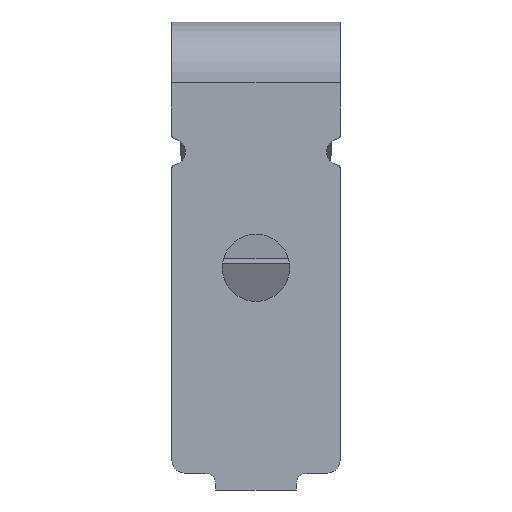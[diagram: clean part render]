
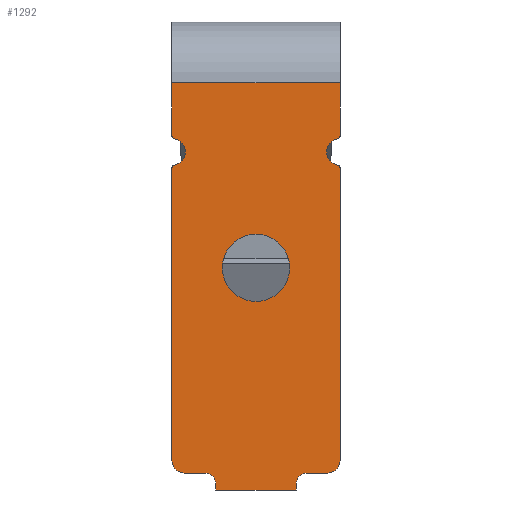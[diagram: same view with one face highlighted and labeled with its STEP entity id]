
A CAD part, front view. The second image highlights one B-rep face of the part: STEP entity #1292.
In plain terms, the highlighted planar face has unit normal (0, -1, 0).
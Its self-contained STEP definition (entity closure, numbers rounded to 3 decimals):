
#162=CARTESIAN_POINT('',(0.,0.,3.3));
#163=DIRECTION('',(0.,1.,0.));
#164=DIRECTION('',(0.,0.,-1.));
#165=AXIS2_PLACEMENT_3D('',#162,#163,#164);
#170=CARTESIAN_POINT('',(0.,0.,3.3));
#171=DIRECTION('',(0.,1.,0.));
#172=DIRECTION('',(0.,0.,1.));
#173=AXIS2_PLACEMENT_3D('',#170,#171,#172);
#178=CARTESIAN_POINT('',(1.2,0.,4.775));
#179=DIRECTION('',(0.,-1.,0.));
#180=DIRECTION('',(1.,0.,0.));
#181=AXIS2_PLACEMENT_3D('',#178,#179,#180);
#186=CARTESIAN_POINT('',(1.05,0.,0.45));
#187=DIRECTION('',(0.,-1.,0.));
#188=DIRECTION('',(0.,0.,-1.));
#189=AXIS2_PLACEMENT_3D('',#186,#187,#188);
#194=DIRECTION('',(-1.,0.,0.));
#195=VECTOR('',#194,0.3);
#196=CARTESIAN_POINT('',(1.05,0.,0.25));
#197=LINE('',#196,#195);
#201=CARTESIAN_POINT('',(0.75,0.,0.1));
#202=DIRECTION('',(0.,1.,0.));
#203=DIRECTION('',(-1.,0.,0.));
#204=AXIS2_PLACEMENT_3D('',#201,#202,#203);
#209=DIRECTION('',(0.,0.,1.));
#210=VECTOR('',#209,0.1);
#211=CARTESIAN_POINT('',(0.6,0.,0.));
#212=LINE('',#211,#210);
#216=DIRECTION('',(1.,0.,0.));
#217=VECTOR('',#216,1.2);
#218=CARTESIAN_POINT('',(-0.6,0.,0.));
#219=LINE('',#218,#217);
#223=DIRECTION('',(0.,0.,1.));
#224=VECTOR('',#223,0.1);
#225=CARTESIAN_POINT('',(-0.6,0.,0.));
#226=LINE('',#225,#224);
#230=CARTESIAN_POINT('',(-0.75,0.,0.1));
#231=DIRECTION('',(0.,1.,0.));
#232=DIRECTION('',(0.,0.,1.));
#233=AXIS2_PLACEMENT_3D('',#230,#231,#232);
#238=DIRECTION('',(1.,0.,0.));
#239=VECTOR('',#238,0.3);
#240=CARTESIAN_POINT('',(-1.05,0.,0.25));
#241=LINE('',#240,#239);
#245=CARTESIAN_POINT('',(-1.05,0.,0.45));
#246=DIRECTION('',(0.,-1.,0.));
#247=DIRECTION('',(-1.,0.,0.));
#248=AXIS2_PLACEMENT_3D('',#245,#246,#247);
#253=CARTESIAN_POINT('',(-1.2,0.,4.775));
#254=DIRECTION('',(0.,-1.,0.));
#255=DIRECTION('',(-0.2,0.,0.98));
#256=AXIS2_PLACEMENT_3D('',#253,#254,#255);
#261=CARTESIAN_POINT('',(-1.25,0.,5.02));
#262=DIRECTION('',(0.,1.,0.));
#263=DIRECTION('',(0.2,0.,0.98));
#264=AXIS2_PLACEMENT_3D('',#261,#262,#263);
#269=CARTESIAN_POINT('',(-1.2,0.,5.265));
#270=DIRECTION('',(0.,-1.,0.));
#271=DIRECTION('',(-1.,0.,0.));
#272=AXIS2_PLACEMENT_3D('',#269,#270,#271);
#277=CARTESIAN_POINT('',(1.2,0.,5.265));
#278=DIRECTION('',(0.,-1.,0.));
#279=DIRECTION('',(0.2,0.,-0.98));
#280=AXIS2_PLACEMENT_3D('',#277,#278,#279);
#285=CARTESIAN_POINT('',(1.25,0.,5.02));
#286=DIRECTION('',(0.,1.,0.));
#287=DIRECTION('',(-0.2,0.,-0.98));
#288=AXIS2_PLACEMENT_3D('',#285,#286,#287);
#328=DIRECTION('',(0.,0.,1.));
#329=VECTOR('',#328,4.325);
#330=CARTESIAN_POINT('',(1.25,0.,0.45));
#331=LINE('',#330,#329);
#342=DIRECTION('',(0.,0.,1.));
#343=VECTOR('',#342,0.785);
#344=CARTESIAN_POINT('',(1.25,0.,5.265));
#345=LINE('',#344,#343);
#419=DIRECTION('',(0.,0.,1.));
#420=VECTOR('',#419,4.325);
#421=CARTESIAN_POINT('',(-1.25,0.,0.45));
#422=LINE('',#421,#420);
#461=DIRECTION('',(0.,0.,1.));
#462=VECTOR('',#461,0.785);
#463=CARTESIAN_POINT('',(-1.25,0.,5.265));
#464=LINE('',#463,#462);
#519=DIRECTION('',(1.,0.,0.));
#520=VECTOR('',#519,2.5);
#521=CARTESIAN_POINT('',(-1.25,0.,6.05));
#522=LINE('',#521,#520);
#1019=CARTESIAN_POINT('',(0.,0.,2.8));
#1021=VERTEX_POINT('',#1019);
#1023=CARTESIAN_POINT('',(0.,0.,3.8));
#1025=VERTEX_POINT('',#1023);
#1035=CARTESIAN_POINT('',(-1.25,0.,6.05));
#1036=CARTESIAN_POINT('',(1.25,0.,6.05));
#1037=VERTEX_POINT('',#1035);
#1038=VERTEX_POINT('',#1036);
#1091=CARTESIAN_POINT('',(-0.6,0.,0.));
#1092=CARTESIAN_POINT('',(0.6,0.,0.));
#1093=VERTEX_POINT('',#1091);
#1094=VERTEX_POINT('',#1092);
#1095=CARTESIAN_POINT('',(1.25,0.,4.775));
#1096=CARTESIAN_POINT('',(1.21,0.,4.824));
#1097=VERTEX_POINT('',#1095);
#1098=VERTEX_POINT('',#1096);
#1107=CARTESIAN_POINT('',(1.21,0.,5.216));
#1108=VERTEX_POINT('',#1107);
#1109=CARTESIAN_POINT('',(1.25,0.,5.265));
#1110=VERTEX_POINT('',#1109);
#1115=CARTESIAN_POINT('',(-1.21,0.,4.824));
#1116=VERTEX_POINT('',#1115);
#1117=CARTESIAN_POINT('',(-1.25,0.,4.775));
#1118=VERTEX_POINT('',#1117);
#1119=CARTESIAN_POINT('',(-1.25,0.,5.265));
#1120=CARTESIAN_POINT('',(-1.21,0.,5.216));
#1121=VERTEX_POINT('',#1119);
#1122=VERTEX_POINT('',#1120);
#1131=CARTESIAN_POINT('',(-1.25,0.,0.45));
#1132=VERTEX_POINT('',#1131);
#1133=CARTESIAN_POINT('',(1.25,0.,0.45));
#1134=VERTEX_POINT('',#1133);
#1135=CARTESIAN_POINT('',(-1.05,0.,0.25));
#1136=VERTEX_POINT('',#1135);
#1141=CARTESIAN_POINT('',(1.05,0.,0.25));
#1142=VERTEX_POINT('',#1141);
#1147=CARTESIAN_POINT('',(0.75,0.,0.25));
#1148=VERTEX_POINT('',#1147);
#1149=CARTESIAN_POINT('',(-0.75,0.,0.25));
#1150=VERTEX_POINT('',#1149);
#1155=CARTESIAN_POINT('',(0.6,0.,0.1));
#1156=VERTEX_POINT('',#1155);
#1157=CARTESIAN_POINT('',(-0.6,0.,0.1));
#1158=VERTEX_POINT('',#1157);
#1241=CARTESIAN_POINT('',(-1.25,0.,0.));
#1242=DIRECTION('',(0.,1.,0.));
#1243=DIRECTION('',(0.,0.,1.));
#1244=AXIS2_PLACEMENT_3D('',#1241,#1242,#1243);
#1245=PLANE('',#1244);
#1247=ORIENTED_EDGE('',*,*,#1246,.F.);
#1249=ORIENTED_EDGE('',*,*,#1248,.F.);
#1251=ORIENTED_EDGE('',*,*,#1250,.F.);
#1253=ORIENTED_EDGE('',*,*,#1252,.T.);
#1255=ORIENTED_EDGE('',*,*,#1254,.F.);
#1257=ORIENTED_EDGE('',*,*,#1256,.F.);
#1259=ORIENTED_EDGE('',*,*,#1258,.F.);
#1261=ORIENTED_EDGE('',*,*,#1260,.T.);
#1263=ORIENTED_EDGE('',*,*,#1262,.F.);
#1265=ORIENTED_EDGE('',*,*,#1264,.F.);
#1267=ORIENTED_EDGE('',*,*,#1266,.F.);
#1269=ORIENTED_EDGE('',*,*,#1268,.T.);
#1271=ORIENTED_EDGE('',*,*,#1270,.F.);
#1273=ORIENTED_EDGE('',*,*,#1272,.F.);
#1275=ORIENTED_EDGE('',*,*,#1274,.F.);
#1277=ORIENTED_EDGE('',*,*,#1276,.T.);
#1279=ORIENTED_EDGE('',*,*,#1278,.T.);
#1281=ORIENTED_EDGE('',*,*,#1280,.F.);
#1283=ORIENTED_EDGE('',*,*,#1282,.F.);
#1285=ORIENTED_EDGE('',*,*,#1284,.F.);
#1286=EDGE_LOOP('',(#1247,#1249,#1251,#1253,#1255,#1257,#1259,#1261,#1263,#1265,
#1267,#1269,#1271,#1273,#1275,#1277,#1279,#1281,#1283,#1285));
#1287=FACE_OUTER_BOUND('',#1286,.F.);
#1288=ORIENTED_EDGE('',*,*,#1220,.F.);
#1289=ORIENTED_EDGE('',*,*,#1236,.F.);
#1290=EDGE_LOOP('',(#1288,#1289));
#1291=FACE_BOUND('',#1290,.F.);
#1292=ADVANCED_FACE('',(#1287,#1291),#1245,.F.);
#166=CIRCLE('',#165,0.5);
#174=CIRCLE('',#173,0.5);
#182=CIRCLE('',#181,0.05);
#190=CIRCLE('',#189,0.2);
#205=CIRCLE('',#204,0.15);
#234=CIRCLE('',#233,0.15);
#249=CIRCLE('',#248,0.2);
#257=CIRCLE('',#256,0.05);
#265=CIRCLE('',#264,0.2);
#273=CIRCLE('',#272,0.05);
#281=CIRCLE('',#280,0.05);
#289=CIRCLE('',#288,0.2);
#1220=EDGE_CURVE('',#1021,#1025,#166,.T.);
#1236=EDGE_CURVE('',#1025,#1021,#174,.T.);
#1246=EDGE_CURVE('',#1097,#1098,#182,.T.);
#1248=EDGE_CURVE('',#1134,#1097,#331,.T.);
#1250=EDGE_CURVE('',#1142,#1134,#190,.T.);
#1252=EDGE_CURVE('',#1142,#1148,#197,.T.);
#1254=EDGE_CURVE('',#1156,#1148,#205,.T.);
#1256=EDGE_CURVE('',#1094,#1156,#212,.T.);
#1258=EDGE_CURVE('',#1093,#1094,#219,.T.);
#1260=EDGE_CURVE('',#1093,#1158,#226,.T.);
#1262=EDGE_CURVE('',#1150,#1158,#234,.T.);
#1264=EDGE_CURVE('',#1136,#1150,#241,.T.);
#1266=EDGE_CURVE('',#1132,#1136,#249,.T.);
#1268=EDGE_CURVE('',#1132,#1118,#422,.T.);
#1270=EDGE_CURVE('',#1116,#1118,#257,.T.);
#1272=EDGE_CURVE('',#1122,#1116,#265,.T.);
#1274=EDGE_CURVE('',#1121,#1122,#273,.T.);
#1276=EDGE_CURVE('',#1121,#1037,#464,.T.);
#1278=EDGE_CURVE('',#1037,#1038,#522,.T.);
#1280=EDGE_CURVE('',#1110,#1038,#345,.T.);
#1282=EDGE_CURVE('',#1108,#1110,#281,.T.);
#1284=EDGE_CURVE('',#1098,#1108,#289,.T.);
